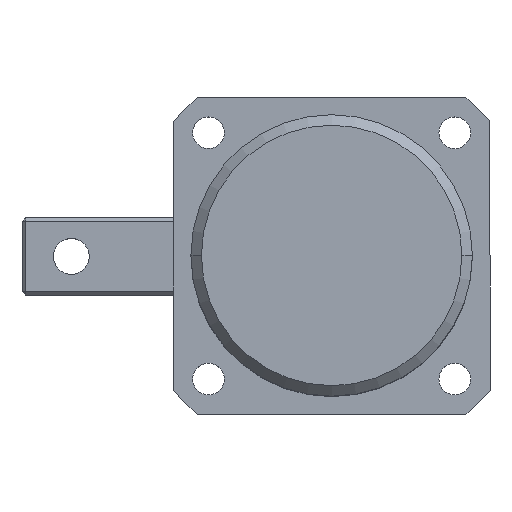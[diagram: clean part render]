
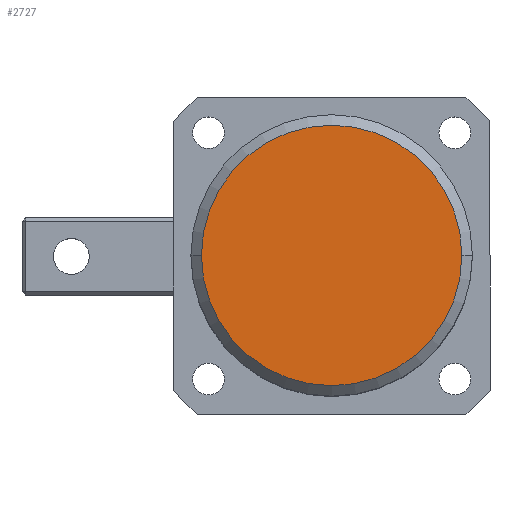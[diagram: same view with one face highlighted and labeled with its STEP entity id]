
A CAD part, top view. The second image highlights one B-rep face of the part: STEP entity #2727.
In plain terms, the highlighted planar face has unit normal (0, 0, 1).
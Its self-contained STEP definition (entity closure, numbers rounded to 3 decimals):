
#563 = EDGE_LOOP ( 'NONE', ( #9220, #9225 ) ) ;
#1647 = EDGE_CURVE ( 'NONE', #11212, #11121, #9623, .T. ) ;
#1722 = EDGE_CURVE ( 'NONE', #11121, #11212, #9722, .T. ) ;
#2226 = AXIS2_PLACEMENT_3D ( 'NONE', #5735, #5736, #5737 ) ;
#2247 = AXIS2_PLACEMENT_3D ( 'NONE', #8179, #8180, #8181 ) ;
#2727 = ADVANCED_FACE ( 'NONE', ( #10848 ), #4323, .T. ) ;
#4320 = CARTESIAN_POINT ( 'NONE',  ( 0., 0., 105. ) ) ;
#4323 = PLANE ( 'NONE',  #5164 ) ;
#4325 = DIRECTION ( 'NONE',  ( 0., 0., 1. ) ) ;
#4326 = DIRECTION ( 'NONE',  ( 1., 0., 0. ) ) ;
#4566 = CARTESIAN_POINT ( 'NONE',  ( 37., 0., 105. ) ) ;
#4575 = CARTESIAN_POINT ( 'NONE',  ( -37., 0., 105. ) ) ;
#5164 = AXIS2_PLACEMENT_3D ( 'NONE', #4320, #4325, #4326 ) ;
#5735 = CARTESIAN_POINT ( 'NONE',  ( 0., 0., 105. ) ) ;
#5736 = DIRECTION ( 'NONE',  ( 0., 0., 1. ) ) ;
#5737 = DIRECTION ( 'NONE',  ( 1., 0., 0. ) ) ;
#8179 = CARTESIAN_POINT ( 'NONE',  ( 0., 0., 105. ) ) ;
#8180 = DIRECTION ( 'NONE',  ( 0., 0., 1. ) ) ;
#8181 = DIRECTION ( 'NONE',  ( 1., 0., 0. ) ) ;
#9220 = ORIENTED_EDGE ( 'NONE', *, *, #1647, .T. ) ;
#9225 = ORIENTED_EDGE ( 'NONE', *, *, #1722, .T. ) ;
#9623 = CIRCLE ( 'NONE', #2226, 37. ) ;
#9722 = CIRCLE ( 'NONE', #2247, 37. ) ;
#10848 = FACE_OUTER_BOUND ( 'NONE', #563, .T. ) ;
#11121 = VERTEX_POINT ( 'NONE', #4566 ) ;
#11212 = VERTEX_POINT ( 'NONE', #4575 ) ;
